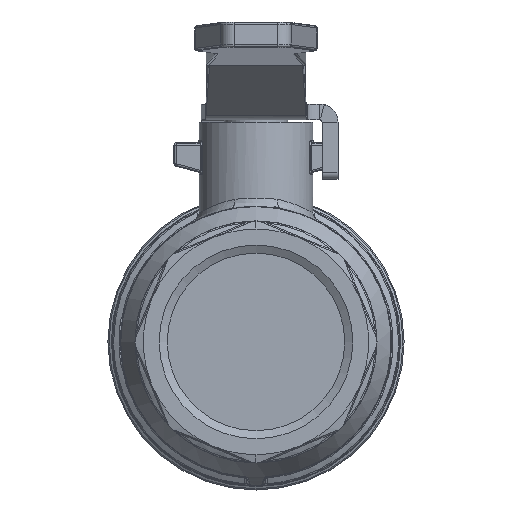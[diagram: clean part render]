
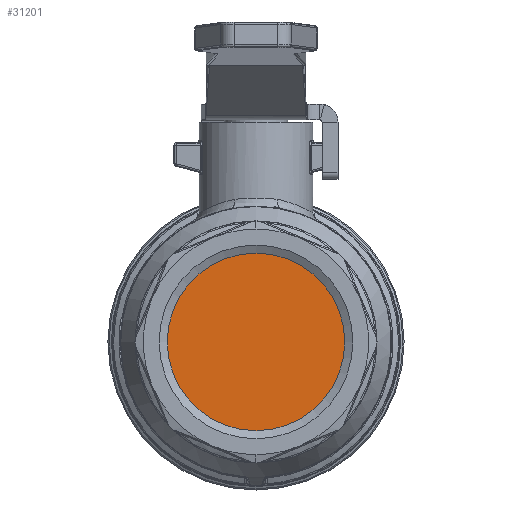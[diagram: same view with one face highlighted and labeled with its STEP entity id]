
A CAD part, left-side view. The second image highlights one B-rep face of the part: STEP entity #31201.
In plain terms, the highlighted planar face has unit normal (-1, 0, 0).
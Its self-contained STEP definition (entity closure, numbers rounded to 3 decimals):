
#17189=CARTESIAN_POINT('',(-28.371,0.,-19.476));
#17190=VERTEX_POINT('',#17189);
#17200=CARTESIAN_POINT('',(-28.371,0.,19.476));
#17201=VERTEX_POINT('',#17200);
#17202=CARTESIAN_POINT('',(-28.371,0.,0.));
#17203=DIRECTION('',(1.,0.,-0.));
#17204=DIRECTION('',(0.,-0.,-1.));
#17205=AXIS2_PLACEMENT_3D('',#17202,#17203,#17204);
#17206=CIRCLE('',#17205,19.476);
#17207=EDGE_CURVE('',#17190,#17201,#17206,.T.);
#17209=CARTESIAN_POINT('',(-28.371,0.,0.));
#17210=DIRECTION('',(1.,0.,-0.));
#17211=DIRECTION('',(0.,-0.,-1.));
#17212=AXIS2_PLACEMENT_3D('',#17209,#17210,#17211);
#17213=CIRCLE('',#17212,19.476);
#17214=EDGE_CURVE('',#17201,#17190,#17213,.T.);
#31192=CARTESIAN_POINT('',(-28.371,-0.,-0.));
#31193=DIRECTION('',(-1.,-0.,-0.));
#31194=DIRECTION('',(-0.,0.,1.));
#31195=AXIS2_PLACEMENT_3D('',#31192,#31193,#31194);
#31196=PLANE('',#31195);
#31197=ORIENTED_EDGE('',*,*,#17214,.F.);
#31198=ORIENTED_EDGE('',*,*,#17207,.F.);
#31199=EDGE_LOOP('',(#31197,#31198));
#31200=FACE_BOUND('',#31199,.T.);
#31201=ADVANCED_FACE('',(#31200),#31196,.T.);
